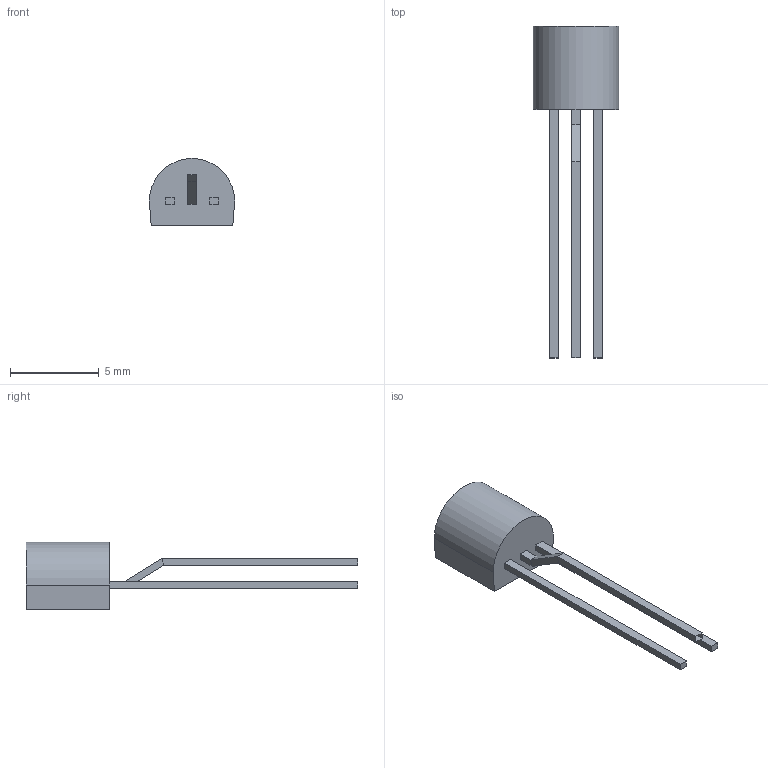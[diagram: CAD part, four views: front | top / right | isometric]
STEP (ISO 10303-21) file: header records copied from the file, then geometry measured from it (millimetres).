
FILE_DESCRIPTION(('FreeCAD Model'),'2;1');
FILE_NAME('TO-92.step','2019-12-16T09:12:30',('Author'),(''), 'Open CASCADE STEP processor 7.3','FreeCAD','Unknown');
FILE_SCHEMA(('AUTOMOTIVE_DESIGN { 1 0 10303 214 1 1 1 1 }'));
Length unit declared in the file: millimetre
Products named in the file (4): PATA2; PATA1; Pad001; Pad
Bounding box: 4.8 x 18.7 x 3.78 mm (x, y, z)
Volume: 78.3 mm3; surface area: 176.5 mm2
Topology: 3 solids, 4 shells, 30 faces, 64 edges, 40 vertices
Faces by surface type: plane 29, cylinder 1
Entity records: 1634 total; most frequent: CARTESIAN_POINT 263, DIRECTION 240, LINE 172, VECTOR 172, ORIENTED_EDGE 120, PCURVE 120, DEFINITIONAL_REPRESENTATION 120, EDGE_CURVE 64
